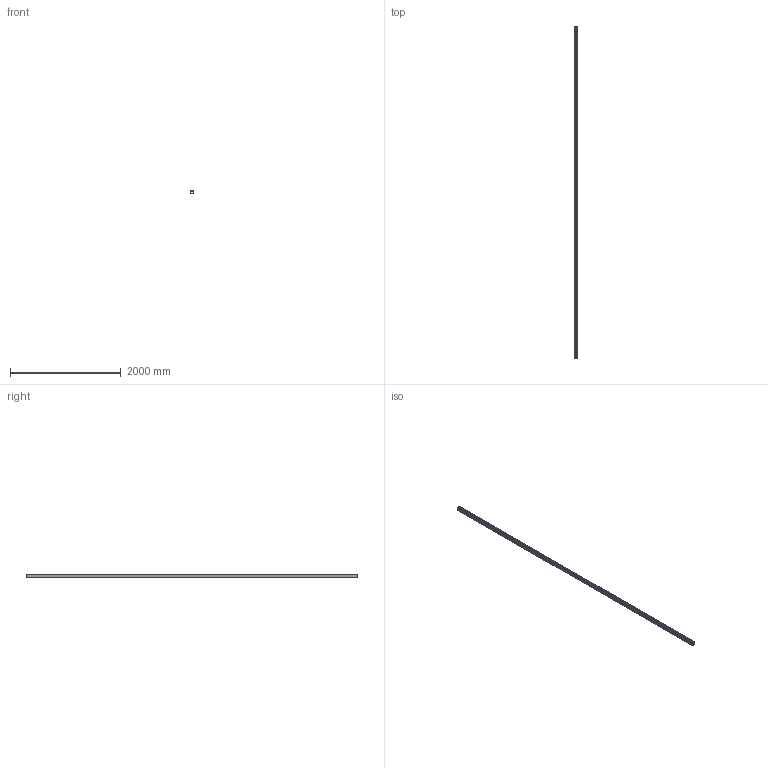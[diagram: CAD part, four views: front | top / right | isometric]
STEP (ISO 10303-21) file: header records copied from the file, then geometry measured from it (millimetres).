
FILE_DESCRIPTION(/* description */ (''),/* implementation_level */ '2;1');
FILE_NAME(/* name */ '13410_600.stp',/* time_stamp */ '2025-01-21T09:57:31+01:00',/* author */ ('Didierr'),/* organization */ (''),/* preprocessor_version */ 'ST-DEVELOPER v18.1',/* originating_system */ 'Autodesk Inventor 2021',/* authorisation */ '');
FILE_SCHEMA (('CONFIG_CONTROL_DESIGN'));
Length unit declared in the file: millimetre
Products named in the file (1): 13410_600
Bounding box: 47.5 x 6000 x 66.5 mm (x, y, z)
Volume: 5299107.2 mm3; surface area: 2899030.4 mm2
Topology: 1 solids, 1 shells, 96 faces, 282 edges, 188 vertices
Faces by surface type: plane 51, cylinder 45
Entity records: 3362 total; most frequent: CARTESIAN_POINT 567, DIRECTION 566, ORIENTED_EDGE 564, EDGE_CURVE 282, LINE 192, VECTOR 192, VERTEX_POINT 188, AXIS2_PLACEMENT_3D 187
